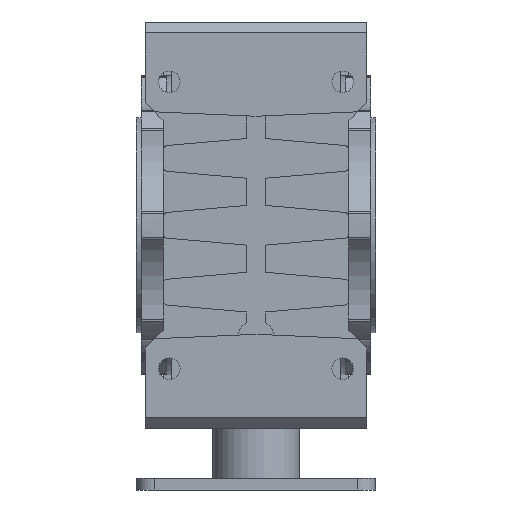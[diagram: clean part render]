
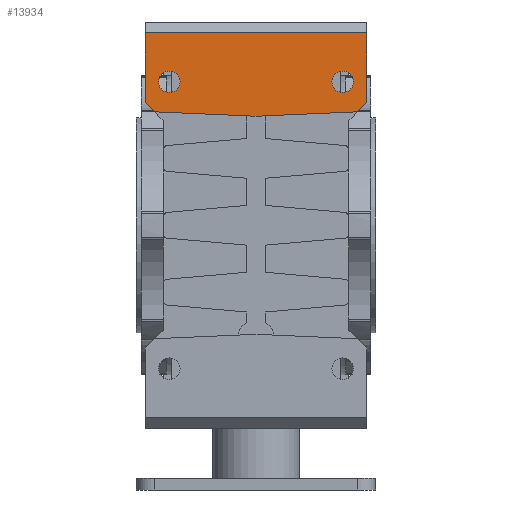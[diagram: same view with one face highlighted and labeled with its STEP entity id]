
A CAD part, front view. The second image highlights one B-rep face of the part: STEP entity #13934.
In plain terms, the highlighted planar face has unit normal (0, -1, 0).
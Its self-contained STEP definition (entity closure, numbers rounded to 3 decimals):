
#319 = VECTOR ( 'NONE', #4840, 1000. ) ;
#654 = DIRECTION ( 'NONE',  ( 0., 1., 0. ) ) ;
#723 = VERTEX_POINT ( 'NONE', #11010 ) ;
#1001 = AXIS2_PLACEMENT_3D ( 'NONE', #12916, #14524, #9417 ) ;
#2321 = EDGE_CURVE ( 'NONE', #10435, #16376, #17188, .T. ) ;
#2802 = ORIENTED_EDGE ( 'NONE', *, *, #14233, .F. ) ;
#3458 = AXIS2_PLACEMENT_3D ( 'NONE', #17733, #19530, #10760 ) ;
#4152 = VECTOR ( 'NONE', #12313, 1000. ) ;
#4236 = CARTESIAN_POINT ( 'NONE',  ( 72.5, -170., 129. ) ) ;
#4383 = LINE ( 'NONE', #22175, #17810 ) ;
#4821 = VERTEX_POINT ( 'NONE', #11125 ) ;
#4840 = DIRECTION ( 'NONE',  ( 0.999, 0., 0.044 ) ) ;
#5061 = EDGE_CURVE ( 'NONE', #4821, #17690, #16210, .T. ) ;
#5292 = VECTOR ( 'NONE', #10954, 1000. ) ;
#5449 = CARTESIAN_POINT ( 'NONE',  ( 92.5, -170., 102.639 ) ) ;
#5800 = VECTOR ( 'NONE', #17752, 1000. ) ;
#5823 = LINE ( 'NONE', #5449, #4152 ) ;
#5875 = DIRECTION ( 'NONE',  ( 0., 0., 1. ) ) ;
#5966 = EDGE_CURVE ( 'NONE', #16376, #10435, #12557, .T. ) ;
#6424 = EDGE_CURVE ( 'NONE', #16827, #13625, #18582, .T. ) ;
#6694 = EDGE_CURVE ( 'NONE', #13625, #16827, #19118, .T. ) ;
#7303 = AXIS2_PLACEMENT_3D ( 'NONE', #11393, #16453, #16598 ) ;
#7348 = ORIENTED_EDGE ( 'NONE', *, *, #12545, .T. ) ;
#7553 = ORIENTED_EDGE ( 'NONE', *, *, #6694, .T. ) ;
#7785 = CARTESIAN_POINT ( 'NONE',  ( 92.5, -170., 170. ) ) ;
#8274 = ORIENTED_EDGE ( 'NONE', *, *, #16477, .T. ) ;
#8656 = ORIENTED_EDGE ( 'NONE', *, *, #2321, .T. ) ;
#8966 = EDGE_LOOP ( 'NONE', ( #19357, #18840, #16058, #8274, #14884, #2802, #7348 ) ) ;
#9095 = FACE_BOUND ( 'NONE', #15518, .T. ) ;
#9417 = DIRECTION ( 'NONE',  ( 0., 0., 1. ) ) ;
#9436 = CARTESIAN_POINT ( 'NONE',  ( -92.5, -170., 161. ) ) ;
#9460 = DIRECTION ( 'NONE',  ( 0., 1., 0. ) ) ;
#10024 = CARTESIAN_POINT ( 'NONE',  ( 0., -170., 91.2 ) ) ;
#10435 = VERTEX_POINT ( 'NONE', #4236 ) ;
#10447 = VECTOR ( 'NONE', #10497, 1000. ) ;
#10497 = DIRECTION ( 'NONE',  ( 0.707, 0., -0.707 ) ) ;
#10618 = AXIS2_PLACEMENT_3D ( 'NONE', #7785, #9460, #5875 ) ;
#10760 = DIRECTION ( 'NONE',  ( 0., 0., 1. ) ) ;
#10954 = DIRECTION ( 'NONE',  ( 0., 0., -1. ) ) ;
#11010 = CARTESIAN_POINT ( 'NONE',  ( 84.762, -170., 94.901 ) ) ;
#11107 = CARTESIAN_POINT ( 'NONE',  ( 0., -170., 91.2 ) ) ;
#11125 = CARTESIAN_POINT ( 'NONE',  ( -92.5, -170., 102.639 ) ) ;
#11393 = CARTESIAN_POINT ( 'NONE',  ( -72.5, -170., 120. ) ) ;
#11663 = VERTEX_POINT ( 'NONE', #11107 ) ;
#11684 = DIRECTION ( 'NONE',  ( -1., 0., 0. ) ) ;
#11762 = CARTESIAN_POINT ( 'NONE',  ( -84.762, -170., 94.901 ) ) ;
#11837 = FACE_OUTER_BOUND ( 'NONE', #8966, .T. ) ;
#11885 = CARTESIAN_POINT ( 'NONE',  ( -92.5, -170., 102.639 ) ) ;
#12201 = DIRECTION ( 'NONE',  ( 0.999, 0., -0.044 ) ) ;
#12202 = ORIENTED_EDGE ( 'NONE', *, *, #5966, .T. ) ;
#12313 = DIRECTION ( 'NONE',  ( 0.707, 0., 0.707 ) ) ;
#12545 = EDGE_CURVE ( 'NONE', #20737, #17174, #4383, .T. ) ;
#12557 = CIRCLE ( 'NONE', #3458, 9. ) ;
#12916 = CARTESIAN_POINT ( 'NONE',  ( -72.5, -170., 120. ) ) ;
#13625 = VERTEX_POINT ( 'NONE', #14982 ) ;
#13798 = CARTESIAN_POINT ( 'NONE',  ( -72.5, -170., 111. ) ) ;
#13934 = ADVANCED_FACE ( 'NONE', ( #9095, #19793, #11837 ), #21634, .F. ) ;
#13962 = EDGE_LOOP ( 'NONE', ( #8656, #12202 ) ) ;
#14037 = LINE ( 'NONE', #21619, #5292 ) ;
#14233 = EDGE_CURVE ( 'NONE', #20737, #18376, #17541, .T. ) ;
#14524 = DIRECTION ( 'NONE',  ( 0., 1., 0. ) ) ;
#14570 = AXIS2_PLACEMENT_3D ( 'NONE', #20035, #654, #19881 ) ;
#14652 = LINE ( 'NONE', #15711, #16860 ) ;
#14767 = CARTESIAN_POINT ( 'NONE',  ( 92.5, -170., 161. ) ) ;
#14884 = ORIENTED_EDGE ( 'NONE', *, *, #20530, .T. ) ;
#14982 = CARTESIAN_POINT ( 'NONE',  ( -72.5, -170., 129. ) ) ;
#15236 = EDGE_CURVE ( 'NONE', #17174, #4821, #14037, .T. ) ;
#15518 = EDGE_LOOP ( 'NONE', ( #7553, #16939 ) ) ;
#15711 = CARTESIAN_POINT ( 'NONE',  ( 0., -170., 91.2 ) ) ;
#16058 = ORIENTED_EDGE ( 'NONE', *, *, #22694, .T. ) ;
#16210 = LINE ( 'NONE', #11885, #10447 ) ;
#16376 = VERTEX_POINT ( 'NONE', #20181 ) ;
#16453 = DIRECTION ( 'NONE',  ( 0., 1., 0. ) ) ;
#16477 = EDGE_CURVE ( 'NONE', #11663, #723, #17571, .T. ) ;
#16598 = DIRECTION ( 'NONE',  ( 0., 0., 1. ) ) ;
#16827 = VERTEX_POINT ( 'NONE', #13798 ) ;
#16860 = VECTOR ( 'NONE', #12201, 1000. ) ;
#16939 = ORIENTED_EDGE ( 'NONE', *, *, #6424, .T. ) ;
#17174 = VERTEX_POINT ( 'NONE', #9436 ) ;
#17188 = CIRCLE ( 'NONE', #14570, 9. ) ;
#17541 = LINE ( 'NONE', #19467, #5800 ) ;
#17571 = LINE ( 'NONE', #10024, #319 ) ;
#17690 = VERTEX_POINT ( 'NONE', #11762 ) ;
#17733 = CARTESIAN_POINT ( 'NONE',  ( 72.5, -170., 120. ) ) ;
#17752 = DIRECTION ( 'NONE',  ( 0., 0., -1. ) ) ;
#17810 = VECTOR ( 'NONE', #11684, 1000. ) ;
#18376 = VERTEX_POINT ( 'NONE', #21772 ) ;
#18582 = CIRCLE ( 'NONE', #1001, 9. ) ;
#18840 = ORIENTED_EDGE ( 'NONE', *, *, #5061, .T. ) ;
#19118 = CIRCLE ( 'NONE', #7303, 9. ) ;
#19357 = ORIENTED_EDGE ( 'NONE', *, *, #15236, .T. ) ;
#19467 = CARTESIAN_POINT ( 'NONE',  ( 92.5, -170., 170. ) ) ;
#19530 = DIRECTION ( 'NONE',  ( 0., 1., 0. ) ) ;
#19793 = FACE_BOUND ( 'NONE', #13962, .T. ) ;
#19881 = DIRECTION ( 'NONE',  ( 0., 0., 1. ) ) ;
#20035 = CARTESIAN_POINT ( 'NONE',  ( 72.5, -170., 120. ) ) ;
#20181 = CARTESIAN_POINT ( 'NONE',  ( 72.5, -170., 111. ) ) ;
#20530 = EDGE_CURVE ( 'NONE', #723, #18376, #5823, .T. ) ;
#20737 = VERTEX_POINT ( 'NONE', #14767 ) ;
#21619 = CARTESIAN_POINT ( 'NONE',  ( -92.5, -170., 170. ) ) ;
#21634 = PLANE ( 'NONE',  #10618 ) ;
#21772 = CARTESIAN_POINT ( 'NONE',  ( 92.5, -170., 102.639 ) ) ;
#22175 = CARTESIAN_POINT ( 'NONE',  ( 92.5, -170., 161. ) ) ;
#22694 = EDGE_CURVE ( 'NONE', #17690, #11663, #14652, .T. ) ;
